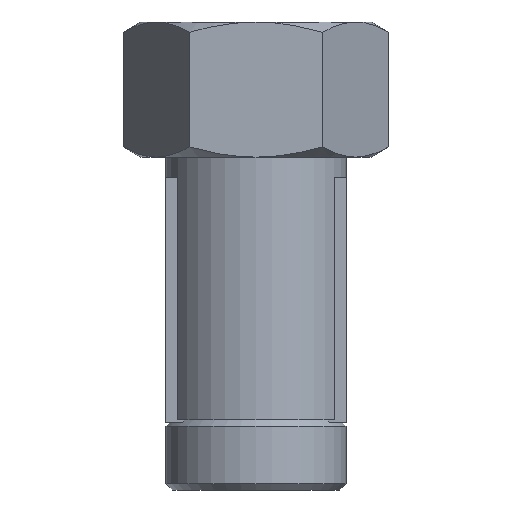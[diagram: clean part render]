
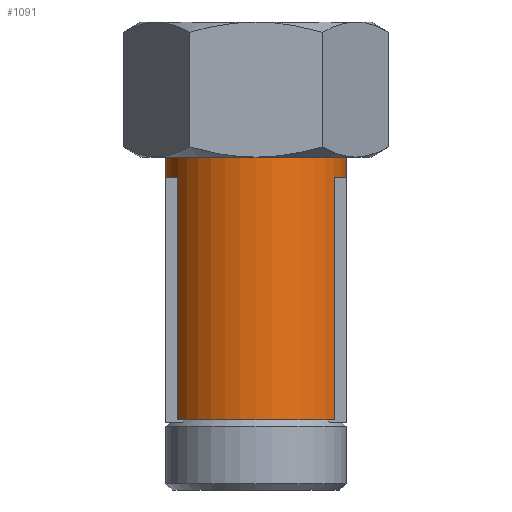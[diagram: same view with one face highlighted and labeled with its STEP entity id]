
A CAD part, left-side view. The second image highlights one B-rep face of the part: STEP entity #1091.
In plain terms, the highlighted cylindrical face has radius 18 mm (diameter 36 mm), a full revolution.
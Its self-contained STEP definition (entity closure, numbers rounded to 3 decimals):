
#59=LINE('',#1769,#119);
#60=LINE('',#1775,#120);
#61=LINE('',#1789,#121);
#62=LINE('',#1795,#122);
#119=VECTOR('',#1357,1000.);
#120=VECTOR('',#1362,1000.);
#121=VECTOR('',#1365,1000.);
#122=VECTOR('',#1370,1000.);
#181=ELLIPSE('',#1197,25.456,18.);
#184=CYLINDRICAL_SURFACE('',#1192,18.);
#209=CIRCLE('',#1193,18.);
#210=CIRCLE('',#1194,18.);
#211=CIRCLE('',#1195,18.);
#212=CIRCLE('',#1196,18.);
#213=CIRCLE('',#1198,18.);
#214=CIRCLE('',#1199,18.);
#285=ORIENTED_EDGE('',*,*,#593,.T.);
#286=ORIENTED_EDGE('',*,*,#594,.F.);
#287=ORIENTED_EDGE('',*,*,#595,.T.);
#288=ORIENTED_EDGE('',*,*,#596,.T.);
#289=ORIENTED_EDGE('',*,*,#597,.T.);
#290=ORIENTED_EDGE('',*,*,#598,.T.);
#291=ORIENTED_EDGE('',*,*,#599,.F.);
#292=ORIENTED_EDGE('',*,*,#600,.F.);
#293=ORIENTED_EDGE('',*,*,#601,.F.);
#294=ORIENTED_EDGE('',*,*,#602,.T.);
#295=ORIENTED_EDGE('',*,*,#603,.T.);
#296=ORIENTED_EDGE('',*,*,#604,.T.);
#297=ORIENTED_EDGE('',*,*,#605,.T.);
#593=EDGE_CURVE('',#739,#739,#209,.T.);
#594=EDGE_CURVE('',#740,#741,#210,.T.);
#595=EDGE_CURVE('',#740,#742,#59,.F.);
#596=EDGE_CURVE('',#742,#743,#211,.F.);
#597=EDGE_CURVE('',#743,#744,#212,.F.);
#598=EDGE_CURVE('',#744,#745,#60,.T.);
#599=EDGE_CURVE('',#746,#745,#839,.T.);
#600=EDGE_CURVE('',#747,#746,#181,.T.);
#601=EDGE_CURVE('',#748,#747,#840,.T.);
#602=EDGE_CURVE('',#748,#749,#61,.F.);
#603=EDGE_CURVE('',#749,#750,#213,.F.);
#604=EDGE_CURVE('',#750,#751,#214,.F.);
#605=EDGE_CURVE('',#751,#741,#62,.T.);
#739=VERTEX_POINT('',#1765);
#740=VERTEX_POINT('',#1767);
#741=VERTEX_POINT('',#1768);
#742=VERTEX_POINT('',#1770);
#743=VERTEX_POINT('',#1772);
#744=VERTEX_POINT('',#1774);
#745=VERTEX_POINT('',#1776);
#746=VERTEX_POINT('',#1781);
#747=VERTEX_POINT('',#1783);
#748=VERTEX_POINT('',#1788);
#749=VERTEX_POINT('',#1790);
#750=VERTEX_POINT('',#1792);
#751=VERTEX_POINT('',#1794);
#839=B_SPLINE_CURVE_WITH_KNOTS('',3,(#1777,#1778,#1779,#1780),
 .UNSPECIFIED.,.F.,.F.,(4,4),(0.002,0.003),
 .UNSPECIFIED.);
#840=B_SPLINE_CURVE_WITH_KNOTS('',3,(#1784,#1785,#1786,#1787),
 .UNSPECIFIED.,.F.,.F.,(4,4),(0.,0.002),.UNSPECIFIED.);
#868=EDGE_LOOP('',(#285));
#869=EDGE_LOOP('',(#286,#287,#288,#289,#290,#291,#292,#293,#294,#295,#296,
#297));
#970=FACE_BOUND('',#868,.T.);
#971=FACE_BOUND('',#869,.T.);
#1091=ADVANCED_FACE('',(#970,#971),#184,.T.);
#1192=AXIS2_PLACEMENT_3D('',#1763,#1351,#1352);
#1193=AXIS2_PLACEMENT_3D('',#1764,#1353,#1354);
#1194=AXIS2_PLACEMENT_3D('',#1766,#1355,#1356);
#1195=AXIS2_PLACEMENT_3D('',#1771,#1358,#1359);
#1196=AXIS2_PLACEMENT_3D('',#1773,#1360,#1361);
#1197=AXIS2_PLACEMENT_3D('',#1782,#1363,#1364);
#1198=AXIS2_PLACEMENT_3D('',#1791,#1366,#1367);
#1199=AXIS2_PLACEMENT_3D('',#1793,#1368,#1369);
#1351=DIRECTION('',(0.,0.,-1.));
#1352=DIRECTION('',(-1.,0.,0.));
#1353=DIRECTION('',(0.,0.,-1.));
#1354=DIRECTION('',(-1.,0.,0.));
#1355=DIRECTION('',(0.,0.,-1.));
#1356=DIRECTION('',(-1.,0.,0.));
#1357=DIRECTION('',(0.,0.,-1.));
#1358=DIRECTION('',(0.,0.,-1.));
#1359=DIRECTION('',(-1.,0.,0.));
#1360=DIRECTION('',(0.,0.,-1.));
#1361=DIRECTION('',(-1.,0.,0.));
#1362=DIRECTION('',(0.,0.,-1.));
#1363=DIRECTION('',(0.707,0.,-0.707));
#1364=DIRECTION('',(-0.707,0.,-0.707));
#1365=DIRECTION('',(0.,0.,-1.));
#1366=DIRECTION('',(0.,0.,-1.));
#1367=DIRECTION('',(-1.,0.,0.));
#1368=DIRECTION('',(0.,0.,-1.));
#1369=DIRECTION('',(-1.,0.,0.));
#1370=DIRECTION('',(0.,0.,-1.));
#1763=CARTESIAN_POINT('',(0.,0.,-45.));
#1764=CARTESIAN_POINT('',(0.,0.,-16.5));
#1765=CARTESIAN_POINT('',(-18.,0.,-16.5));
#1766=CARTESIAN_POINT('',(0.,0.,-69.));
#1767=CARTESIAN_POINT('',(-9.,-15.588,-69.));
#1768=CARTESIAN_POINT('',(-9.,15.588,-69.));
#1769=CARTESIAN_POINT('',(-9.,-15.588,-45.));
#1770=CARTESIAN_POINT('',(-9.,-15.588,-20.5));
#1771=CARTESIAN_POINT('',(0.,0.,-20.5));
#1772=CARTESIAN_POINT('',(0.,-18.,-20.5));
#1773=CARTESIAN_POINT('',(0.,0.,-20.5));
#1774=CARTESIAN_POINT('',(9.,-15.588,-20.5));
#1775=CARTESIAN_POINT('',(9.,-15.588,-45.));
#1776=CARTESIAN_POINT('',(9.,-15.588,-34.));
#1777=CARTESIAN_POINT('',(9.586,-15.235,-35.414));
#1778=CARTESIAN_POINT('',(9.235,-15.456,-35.063));
#1779=CARTESIAN_POINT('',(9.,-15.588,-34.548));
#1780=CARTESIAN_POINT('',(9.,-15.588,-34.));
#1781=CARTESIAN_POINT('',(9.586,-15.235,-35.414));
#1782=CARTESIAN_POINT('',(0.,0.,-45.));
#1783=CARTESIAN_POINT('',(9.586,15.235,-35.414));
#1784=CARTESIAN_POINT('',(9.,15.588,-34.));
#1785=CARTESIAN_POINT('',(9.,15.588,-34.546));
#1786=CARTESIAN_POINT('',(9.237,15.455,-35.066));
#1787=CARTESIAN_POINT('',(9.586,15.235,-35.414));
#1788=CARTESIAN_POINT('',(9.,15.588,-34.));
#1789=CARTESIAN_POINT('',(9.,15.588,-45.));
#1790=CARTESIAN_POINT('',(9.,15.588,-20.5));
#1791=CARTESIAN_POINT('',(0.,0.,-20.5));
#1792=CARTESIAN_POINT('',(0.,18.,-20.5));
#1793=CARTESIAN_POINT('',(0.,0.,-20.5));
#1794=CARTESIAN_POINT('',(-9.,15.588,-20.5));
#1795=CARTESIAN_POINT('',(-9.,15.588,-45.));
